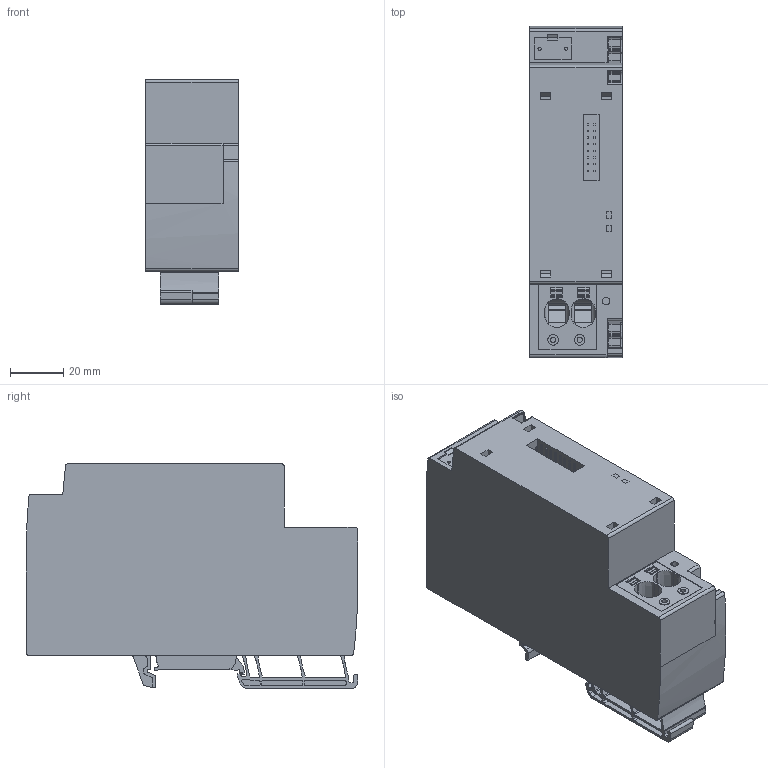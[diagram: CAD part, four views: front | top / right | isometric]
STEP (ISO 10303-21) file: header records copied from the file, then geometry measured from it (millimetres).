
FILE_DESCRIPTION(('CATIA V5 STEP Exchange','CAx-IF Rec.Pracs.--- Model Styling and Organization---1.4--- 2014-01-23'),'2;1');
FILE_NAME ('D1379807_2_2625000000_S3D_TGD_FIM_C.stp','2019-06-18T11:49:48+00:00',('none'),('Weidmueller'),'CATIA Version 5-6 Release 2016 SP3 HF44','CATIA V5 STEP AP214','none');
FILE_SCHEMA(('AUTOMOTIVE_DESIGN { 1 0 10303 214 1 1 1 1 }'));
Length unit declared in the file: millimetre
Products named in the file (1): 2625000000
Bounding box: 35 x 125.09 x 84.75 mm (x, y, z)
Volume: 288621.9 mm3; surface area: 40079.8 mm2
Topology: 21 solids, 21 shells, 753 faces, 2090 edges, 1405 vertices
Faces by surface type: plane 464, cylinder 172, extrusion 117
Entity records: 25526 total; most frequent: CARTESIAN_POINT 6865, ORIENTED_EDGE 4180, DIRECTION 2731, EDGE_CURVE 2090, VECTOR 1487, VERTEX_POINT 1405, LINE 1370, EDGE_LOOP 785
